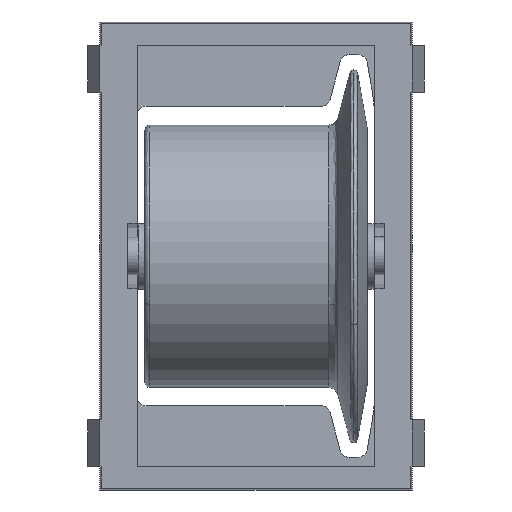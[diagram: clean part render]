
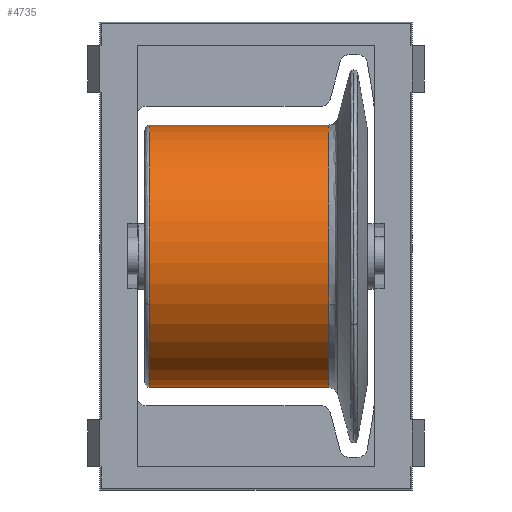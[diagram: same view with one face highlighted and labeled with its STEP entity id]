
A CAD part, front view. The second image highlights one B-rep face of the part: STEP entity #4735.
In plain terms, the highlighted cylindrical face has radius 14 mm (diameter 28 mm), a partial arc.
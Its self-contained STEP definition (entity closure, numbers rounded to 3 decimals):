
#59 = LINE ( 'NONE', #7170, #1991 ) ;
#220 = DIRECTION ( 'NONE',  ( -1., 0., 0. ) ) ;
#579 = ORIENTED_EDGE ( 'NONE', *, *, #7201, .T. ) ;
#630 = CARTESIAN_POINT ( 'NONE',  ( 7.779, -7.506, -5.136 ) ) ;
#685 = CARTESIAN_POINT ( 'NONE',  ( 7.779, 5.531, 13.968 ) ) ;
#877 = CARTESIAN_POINT ( 'NONE',  ( 7.779, 5.531, -0.032 ) ) ;
#932 = VERTEX_POINT ( 'NONE', #630 ) ;
#937 = EDGE_CURVE ( 'NONE', #7481, #4534, #59, .T. ) ;
#976 = CIRCLE ( 'NONE', #1962, 14. ) ;
#1029 = EDGE_CURVE ( 'NONE', #2624, #1983, #6754, .T. ) ;
#1151 = CARTESIAN_POINT ( 'NONE',  ( -11.89, 5.531, 13.968 ) ) ;
#1262 = DIRECTION ( 'NONE',  ( 0., 0., 1. ) ) ;
#1289 = AXIS2_PLACEMENT_3D ( 'NONE', #877, #4527, #5631 ) ;
#1636 = VECTOR ( 'NONE', #7110, 1000. ) ;
#1736 = EDGE_CURVE ( 'NONE', #7481, #932, #4164, .T. ) ;
#1962 = AXIS2_PLACEMENT_3D ( 'NONE', #7572, #3367, #4540 ) ;
#1983 = VERTEX_POINT ( 'NONE', #2952 ) ;
#1991 = VECTOR ( 'NONE', #7282, 1000. ) ;
#2597 = LINE ( 'NONE', #1151, #1636 ) ;
#2624 = VERTEX_POINT ( 'NONE', #5339 ) ;
#2647 = DIRECTION ( 'NONE',  ( -1., 0., 0. ) ) ;
#2912 = ORIENTED_EDGE ( 'NONE', *, *, #1736, .T. ) ;
#2952 = CARTESIAN_POINT ( 'NONE',  ( -11.39, -7.506, -5.136 ) ) ;
#3119 = ORIENTED_EDGE ( 'NONE', *, *, #7664, .T. ) ;
#3202 = VERTEX_POINT ( 'NONE', #685 ) ;
#3367 = DIRECTION ( 'NONE',  ( 1., 0., 0. ) ) ;
#3398 = CYLINDRICAL_SURFACE ( 'NONE', #5976, 14. ) ;
#3408 = CARTESIAN_POINT ( 'NONE',  ( -11.39, 5.531, -14.032 ) ) ;
#3953 = ORIENTED_EDGE ( 'NONE', *, *, #5740, .T. ) ;
#4164 = CIRCLE ( 'NONE', #1289, 14. ) ;
#4278 = DIRECTION ( 'NONE',  ( 1., 0., 0. ) ) ;
#4527 = DIRECTION ( 'NONE',  ( -1., 0., 0. ) ) ;
#4534 = VERTEX_POINT ( 'NONE', #3408 ) ;
#4540 = DIRECTION ( 'NONE',  ( 0., 0., 1. ) ) ;
#4735 = ADVANCED_FACE ( 'NONE', ( #7300 ), #3398, .T. ) ;
#4938 = CARTESIAN_POINT ( 'NONE',  ( -11.89, 5.531, -0.032 ) ) ;
#5008 = CIRCLE ( 'NONE', #7210, 14. ) ;
#5069 = ORIENTED_EDGE ( 'NONE', *, *, #937, .F. ) ;
#5339 = CARTESIAN_POINT ( 'NONE',  ( -11.39, 5.531, 13.968 ) ) ;
#5475 = CARTESIAN_POINT ( 'NONE',  ( -11.39, 5.531, -0.032 ) ) ;
#5558 = ORIENTED_EDGE ( 'NONE', *, *, #1029, .T. ) ;
#5631 = DIRECTION ( 'NONE',  ( 0., 0., 1. ) ) ;
#5640 = CARTESIAN_POINT ( 'NONE',  ( 7.779, 5.531, -0.032 ) ) ;
#5740 = EDGE_CURVE ( 'NONE', #3202, #2624, #2597, .T. ) ;
#5976 = AXIS2_PLACEMENT_3D ( 'NONE', #4938, #220, #6136 ) ;
#6136 = DIRECTION ( 'NONE',  ( 0., 0., 1. ) ) ;
#6276 = DIRECTION ( 'NONE',  ( 0., 0., 1. ) ) ;
#6645 = EDGE_LOOP ( 'NONE', ( #5069, #2912, #579, #3953, #5558, #3119 ) ) ;
#6754 = CIRCLE ( 'NONE', #7503, 14. ) ;
#7110 = DIRECTION ( 'NONE',  ( -1., 0., 0. ) ) ;
#7170 = CARTESIAN_POINT ( 'NONE',  ( -11.89, 5.531, -14.032 ) ) ;
#7201 = EDGE_CURVE ( 'NONE', #932, #3202, #5008, .T. ) ;
#7210 = AXIS2_PLACEMENT_3D ( 'NONE', #5640, #2647, #6276 ) ;
#7282 = DIRECTION ( 'NONE',  ( -1., 0., 0. ) ) ;
#7300 = FACE_OUTER_BOUND ( 'NONE', #6645, .T. ) ;
#7347 = CARTESIAN_POINT ( 'NONE',  ( 7.779, 5.531, -14.032 ) ) ;
#7481 = VERTEX_POINT ( 'NONE', #7347 ) ;
#7503 = AXIS2_PLACEMENT_3D ( 'NONE', #5475, #4278, #1262 ) ;
#7572 = CARTESIAN_POINT ( 'NONE',  ( -11.39, 5.531, -0.032 ) ) ;
#7664 = EDGE_CURVE ( 'NONE', #1983, #4534, #976, .T. ) ;
